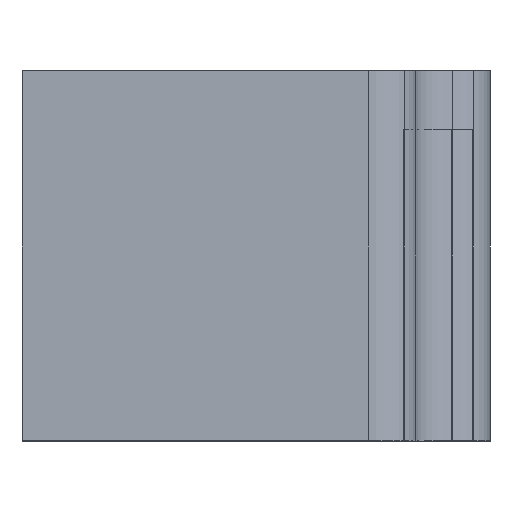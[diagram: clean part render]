
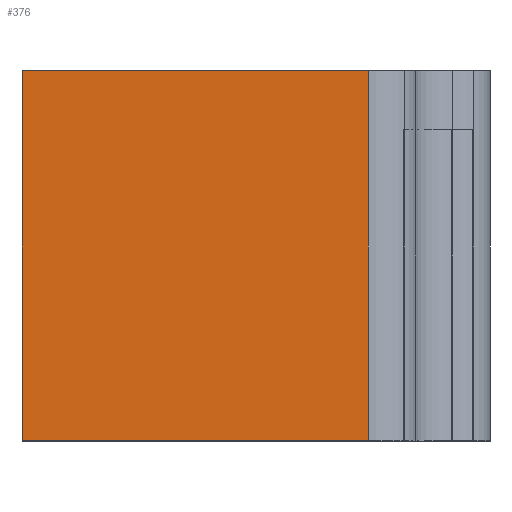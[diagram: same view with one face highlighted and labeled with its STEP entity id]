
A CAD part, front view. The second image highlights one B-rep face of the part: STEP entity #376.
In plain terms, the highlighted planar face has unit normal (0, -1, 0).
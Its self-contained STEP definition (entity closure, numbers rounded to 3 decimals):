
#130 = ORIENTED_EDGE ( 'NONE', *, *, #5715, .F. ) ;
#376 = ADVANCED_FACE ( 'NONE', ( #2280 ), #4795, .F. ) ;
#560 = LINE ( 'NONE', #871, #719 ) ;
#604 = VECTOR ( 'NONE', #5550, 1000. ) ;
#719 = VECTOR ( 'NONE', #3440, 1000. ) ;
#847 = ORIENTED_EDGE ( 'NONE', *, *, #2576, .F. ) ;
#871 = CARTESIAN_POINT ( 'NONE',  ( 1.15, -2.4, 1.9 ) ) ;
#1640 = CARTESIAN_POINT ( 'NONE',  ( -2.4, -2.4, 1.9 ) ) ;
#1717 = LINE ( 'NONE', #4620, #604 ) ;
#1928 = DIRECTION ( 'NONE',  ( 0., 0., 1. ) ) ;
#1953 = VECTOR ( 'NONE', #2072, 1000. ) ;
#2029 = LINE ( 'NONE', #1640, #4780 ) ;
#2072 = DIRECTION ( 'NONE',  ( 1., 0., 0. ) ) ;
#2141 = CARTESIAN_POINT ( 'NONE',  ( -2.4, -2.4, -1.89 ) ) ;
#2280 = FACE_OUTER_BOUND ( 'NONE', #5719, .T. ) ;
#2337 = LINE ( 'NONE', #4377, #1953 ) ;
#2428 = CARTESIAN_POINT ( 'NONE',  ( 0., -2.4, 1.9 ) ) ;
#2576 = EDGE_CURVE ( 'NONE', #4171, #4028, #2337, .T. ) ;
#2725 = CARTESIAN_POINT ( 'NONE',  ( -2.4, -2.4, 1.9 ) ) ;
#2899 = EDGE_CURVE ( 'NONE', #5472, #5129, #1717, .T. ) ;
#3440 = DIRECTION ( 'NONE',  ( 0., 0., -1. ) ) ;
#3918 = DIRECTION ( 'NONE',  ( 0., 1., 0. ) ) ;
#4002 = CARTESIAN_POINT ( 'NONE',  ( 1.15, -2.4, 1.9 ) ) ;
#4028 = VERTEX_POINT ( 'NONE', #4002 ) ;
#4080 = CARTESIAN_POINT ( 'NONE',  ( 1.15, -2.4, -1.89 ) ) ;
#4171 = VERTEX_POINT ( 'NONE', #2725 ) ;
#4377 = CARTESIAN_POINT ( 'NONE',  ( 0., -2.4, 1.9 ) ) ;
#4388 = ORIENTED_EDGE ( 'NONE', *, *, #2899, .F. ) ;
#4620 = CARTESIAN_POINT ( 'NONE',  ( 1.15, -2.4, -1.89 ) ) ;
#4780 = VECTOR ( 'NONE', #6002, 1000. ) ;
#4795 = PLANE ( 'NONE',  #6106 ) ;
#5129 = VERTEX_POINT ( 'NONE', #2141 ) ;
#5138 = EDGE_CURVE ( 'NONE', #4171, #5129, #2029, .T. ) ;
#5228 = ORIENTED_EDGE ( 'NONE', *, *, #5138, .T. ) ;
#5472 = VERTEX_POINT ( 'NONE', #4080 ) ;
#5550 = DIRECTION ( 'NONE',  ( -1., 0., 0. ) ) ;
#5715 = EDGE_CURVE ( 'NONE', #4028, #5472, #560, .T. ) ;
#5719 = EDGE_LOOP ( 'NONE', ( #4388, #130, #847, #5228 ) ) ;
#6002 = DIRECTION ( 'NONE',  ( 0., 0., -1. ) ) ;
#6106 = AXIS2_PLACEMENT_3D ( 'NONE', #2428, #3918, #1928 ) ;
